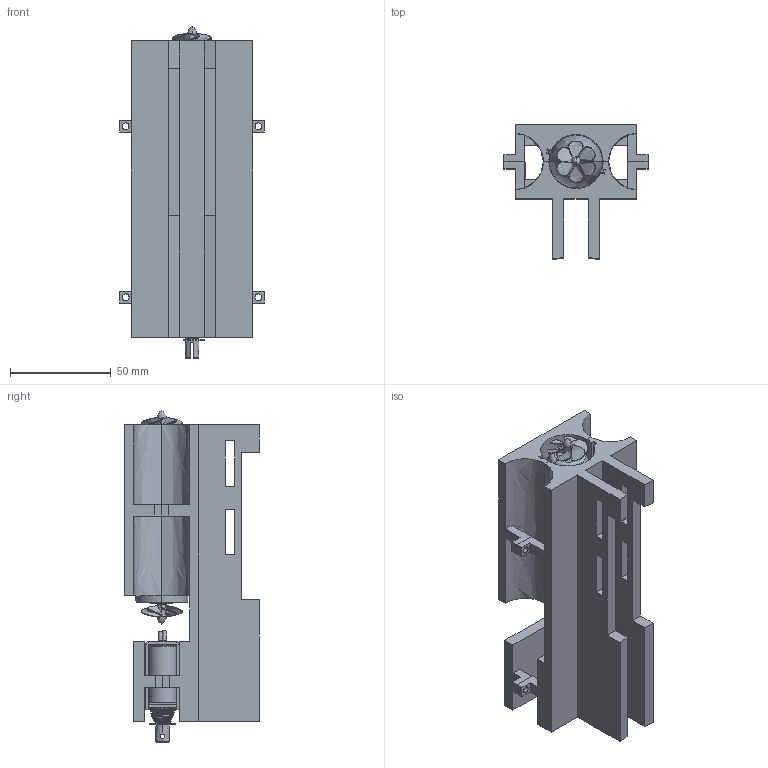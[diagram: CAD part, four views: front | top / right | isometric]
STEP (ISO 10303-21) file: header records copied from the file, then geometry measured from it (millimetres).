
FILE_DESCRIPTION(('FreeCAD Model'),'2;1');
FILE_NAME('Open CASCADE Shape Model','2025-05-02T21:32:29',('FreeCAD'),( 'FreeCAD'),'Open CASCADE STEP processor 7.6','FreeCAD','Unknown');
FILE_SCHEMA(('AUTOMOTIVE_DESIGN { 1 0 10303 214 1 1 1 1 }'));
Length unit declared in the file: millimetre
Products named in the file (1): Open CASCADE STEP translator 7.6 1
Bounding box: 71.6 x 66.96 x 164.95 mm (x, y, z)
Volume: 202610.8 mm3; surface area: 94634.6 mm2
Topology: 21 solids, 21 shells, 660 faces, 1702 edges, 1099 vertices
Faces by surface type: bspline 660
Entity records: 25123 total; most frequent: CARTESIAN_POINT 15150, ORIENTED_EDGE 3388, EDGE_CURVE 1694, B_SPLINE_CURVE_WITH_KNOTS 1199, VERTEX_POINT 1101, FACE_BOUND 741, EDGE_LOOP 741, ADVANCED_FACE 660
